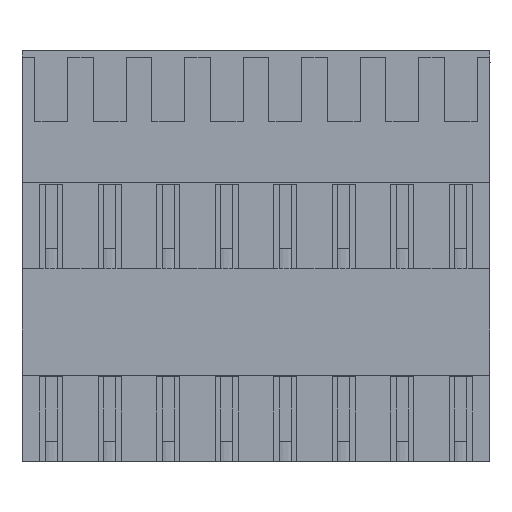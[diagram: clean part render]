
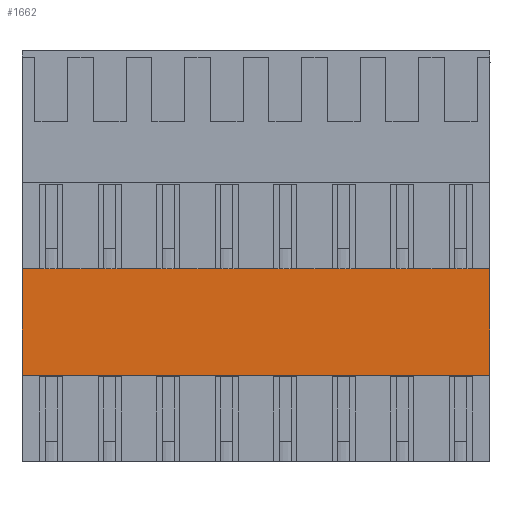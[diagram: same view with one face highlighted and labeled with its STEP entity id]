
A CAD part, top view. The second image highlights one B-rep face of the part: STEP entity #1662.
In plain terms, the highlighted planar face has unit normal (0, 0, 1).
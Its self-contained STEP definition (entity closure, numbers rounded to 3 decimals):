
#1635=AXIS2_PLACEMENT_3D('Plane Axis2P3D',#1632,#1633,#1634) ;
#1606=CARTESIAN_POINT('Line Origine',(13.5,5.15,11.7)) ;
#1610=CARTESIAN_POINT('Vertex',(-0.5,5.15,11.7)) ;
#1612=CARTESIAN_POINT('Vertex',(27.5,5.15,11.7)) ;
#1632=CARTESIAN_POINT('Axis2P3D Location',(-1.2,5.15,11.7)) ;
#1637=CARTESIAN_POINT('Line Origine',(13.5,12.05,11.7)) ;
#1641=CARTESIAN_POINT('Vertex',(-0.5,12.05,11.7)) ;
#1643=CARTESIAN_POINT('Vertex',(27.5,12.05,11.7)) ;
#1646=CARTESIAN_POINT('Line Origine',(-0.5,8.6,11.7)) ;
#1651=CARTESIAN_POINT('Line Origine',(27.5,8.6,11.7)) ;
#1607=DIRECTION('Vector Direction',(1.,0.,0.)) ;
#1633=DIRECTION('Axis2P3D Direction',(0.,0.,-1.)) ;
#1634=DIRECTION('Axis2P3D XDirection',(0.,1.,0.)) ;
#1638=DIRECTION('Vector Direction',(1.,0.,0.)) ;
#1647=DIRECTION('Vector Direction',(0.,1.,0.)) ;
#1652=DIRECTION('Vector Direction',(0.,1.,0.)) ;
#1608=VECTOR('Line Direction',#1607,1.) ;
#1639=VECTOR('Line Direction',#1638,1.) ;
#1648=VECTOR('Line Direction',#1647,1.) ;
#1653=VECTOR('Line Direction',#1652,1.) ;
#1657=ORIENTED_EDGE('',*,*,#1645,.F.) ;
#1658=ORIENTED_EDGE('',*,*,#1650,.F.) ;
#1659=ORIENTED_EDGE('',*,*,#1614,.T.) ;
#1660=ORIENTED_EDGE('',*,*,#1655,.T.) ;
#1662=ADVANCED_FACE('HOUSING',(#1661),#1636,.F.) ;
#1614=EDGE_CURVE('',#1611,#1613,#1609,.T.) ;
#1645=EDGE_CURVE('',#1642,#1644,#1640,.T.) ;
#1650=EDGE_CURVE('',#1611,#1642,#1649,.T.) ;
#1655=EDGE_CURVE('',#1613,#1644,#1654,.T.) ;
#1656=EDGE_LOOP('',(#1657,#1658,#1659,#1660)) ;
#1661=FACE_OUTER_BOUND('',#1656,.T.) ;
#1609=LINE('Line',#1606,#1608) ;
#1640=LINE('Line',#1637,#1639) ;
#1649=LINE('Line',#1646,#1648) ;
#1654=LINE('Line',#1651,#1653) ;
#1636=PLANE('',#1635) ;
#1611=VERTEX_POINT('',#1610) ;
#1613=VERTEX_POINT('',#1612) ;
#1642=VERTEX_POINT('',#1641) ;
#1644=VERTEX_POINT('',#1643) ;
